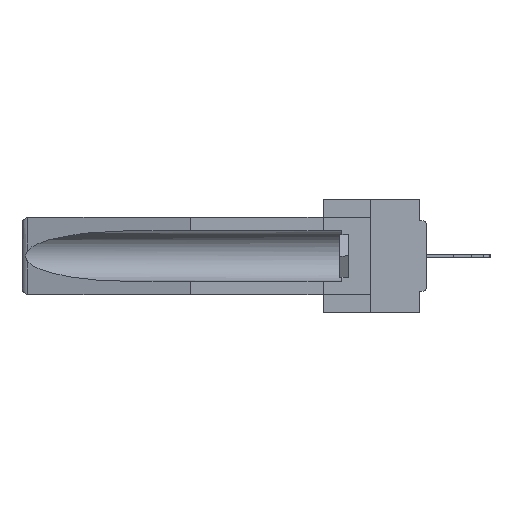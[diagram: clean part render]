
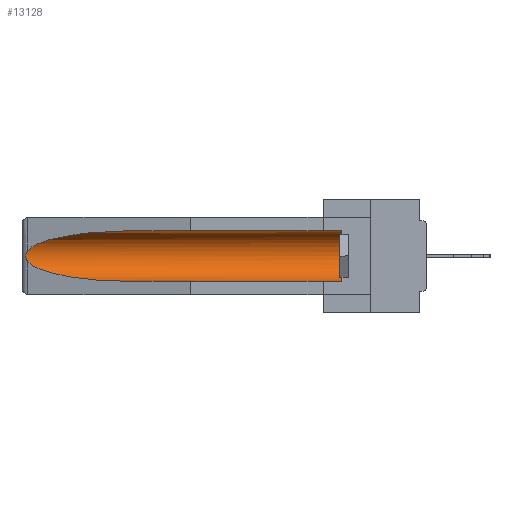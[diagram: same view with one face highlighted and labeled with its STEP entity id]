
A CAD part, left-side view. The second image highlights one B-rep face of the part: STEP entity #13128.
In plain terms, the highlighted cylindrical face has radius 2.857 mm (diameter 5.715 mm), a partial arc.
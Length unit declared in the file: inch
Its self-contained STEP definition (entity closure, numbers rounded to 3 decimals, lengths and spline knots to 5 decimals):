
#74 = CARTESIAN_POINT ( 'NONE',  ( 0.155, 1.07973, -0.284 ) ) ;
#999 = VERTEX_POINT ( 'NONE', #12196 ) ;
#1346 = CARTESIAN_POINT ( 'NONE',  ( 0.26537, 1.52718, -0.14972 ) ) ;
#1595 = CARTESIAN_POINT ( 'NONE',  ( 0.155, 1.07973, -0.284 ) ) ;
#1755 = EDGE_CURVE ( 'NONE', #28237, #36111, #19183, .T. ) ;
#1836 = ORIENTED_EDGE ( 'NONE', *, *, #33529, .T. ) ;
#2523 = VERTEX_POINT ( 'NONE', #1595 ) ;
#2626 = AXIS2_PLACEMENT_3D ( 'NONE', #35431, #15305, #35599 ) ;
#2656 = CARTESIAN_POINT ( 'NONE',  ( 0.2675, 1.53308, -0.16763 ) ) ;
#3159 = FACE_OUTER_BOUND ( 'NONE', #7626, .T. ) ;
#3335 = CARTESIAN_POINT ( 'NONE',  ( 0.155, -0.30754, -0.1715 ) ) ;
#3752 = VERTEX_POINT ( 'NONE', #12971 ) ;
#5590 = ORIENTED_EDGE ( 'NONE', *, *, #11299, .T. ) ;
#5925 = CARTESIAN_POINT ( 'NONE',  ( 0.25451, 1.48313, -0.24835 ) ) ;
#6354 = VERTEX_POINT ( 'NONE', #20550 ) ;
#7596 = CARTESIAN_POINT ( 'NONE',  ( 0.26597, 1.52961, -0.15275 ) ) ;
#7626 = EDGE_LOOP ( 'NONE', ( #13298, #5590, #32157, #12344, #32049, #1836 ) ) ;
#7781 = CARTESIAN_POINT ( 'NONE',  ( 0.2673, 1.5327, -0.16383 ) ) ;
#7968 = CARTESIAN_POINT ( 'NONE',  ( 0.2675, 1.53308, -0.17534 ) ) ;
#8103 = DIRECTION ( 'NONE',  ( 0., 1., 0. ) ) ;
#8276 = CARTESIAN_POINT ( 'NONE',  ( 0.155, -0.30754, -0.284 ) ) ;
#8500 = DIRECTION ( 'NONE',  ( 0., 1., 0. ) ) ;
#8913 = AXIS2_PLACEMENT_3D ( 'NONE', #3335, #17049, #34248 ) ;
#10003 = B_SPLINE_CURVE_WITH_KNOTS ( 'NONE', 3,
 ( #10527, #7596, #35947, #7781, #2656, #7968, #19133, #21535, #30264, #18946 ),
 .UNSPECIFIED., .F., .F.,
 ( 4, 2, 2, 2, 4 ),
 ( 0., 0.00029, 0.00058, 0.00087, 0.00117 ),
 .UNSPECIFIED. ) ;
#10452 = VECTOR ( 'NONE', #8500, 39.37008 ) ;
#10527 = CARTESIAN_POINT ( 'NONE',  ( 0.26537, 1.52718, -0.14972 ) ) ;
#11299 = EDGE_CURVE ( 'NONE', #36111, #999, #10003, .T. ) ;
#11498 = EDGE_CURVE ( 'NONE', #999, #2523, #25272, .T. ) ;
#12196 = CARTESIAN_POINT ( 'NONE',  ( 0.26537, 1.52718, -0.19328 ) ) ;
#12344 = ORIENTED_EDGE ( 'NONE', *, *, #24819, .F. ) ;
#12971 = CARTESIAN_POINT ( 'NONE',  ( 0.155, 0.126, -0.284 ) ) ;
#13128 = ADVANCED_FACE ( 'NONE', ( #3159 ), #25499, .F. ) ;
#13298 = ORIENTED_EDGE ( 'NONE', *, *, #1755, .T. ) ;
#15305 = DIRECTION ( 'NONE',  ( 0., -1., 0. ) ) ;
#16463 = EDGE_CURVE ( 'NONE', #3752, #6354, #31859, .T. ) ;
#17049 = DIRECTION ( 'NONE',  ( 0., 1., 0. ) ) ;
#18116 = CARTESIAN_POINT ( 'NONE',  ( 0.26537, 1.52718, -0.14972 ) ) ;
#18946 = CARTESIAN_POINT ( 'NONE',  ( 0.26537, 1.52718, -0.19328 ) ) ;
#19133 = CARTESIAN_POINT ( 'NONE',  ( 0.2673, 1.53269, -0.17917 ) ) ;
#19183 =( BOUNDED_CURVE ( )  B_SPLINE_CURVE ( 3, ( #34397, #34575, #26009, #18116 ),
 .UNSPECIFIED., .F., .F. ) 
 B_SPLINE_CURVE_WITH_KNOTS ( ( 4, 4 ),
 ( 4.71239, 6.08839 ),
 .UNSPECIFIED. ) 
 CURVE ( )  GEOMETRIC_REPRESENTATION_ITEM ( )  RATIONAL_B_SPLINE_CURVE ( ( 1., 0.848, 0.848, 1. ) ) 
 REPRESENTATION_ITEM ( '' )  );
#20550 = CARTESIAN_POINT ( 'NONE',  ( 0.155, 0.126, -0.059 ) ) ;
#21535 = CARTESIAN_POINT ( 'NONE',  ( 0.26655, 1.53094, -0.18657 ) ) ;
#22418 = CARTESIAN_POINT ( 'NONE',  ( 0.155, -0.30754, -0.059 ) ) ;
#24819 = EDGE_CURVE ( 'NONE', #3752, #2523, #32976, .T. ) ;
#25148 = LINE ( 'NONE', #22418, #10452 ) ;
#25272 =( BOUNDED_CURVE ( )  B_SPLINE_CURVE ( 3, ( #25705, #5925, #31356, #74 ),
 .UNSPECIFIED., .F., .F. ) 
 B_SPLINE_CURVE_WITH_KNOTS ( ( 4, 4 ),
 ( 0.1948, 1.5708 ),
 .UNSPECIFIED. ) 
 CURVE ( )  GEOMETRIC_REPRESENTATION_ITEM ( )  RATIONAL_B_SPLINE_CURVE ( ( 1., 0.848, 0.848, 1. ) ) 
 REPRESENTATION_ITEM ( '' )  );
#25499 = CYLINDRICAL_SURFACE ( 'NONE', #8913, 0.1125 ) ;
#25705 = CARTESIAN_POINT ( 'NONE',  ( 0.26537, 1.52718, -0.19328 ) ) ;
#26009 = CARTESIAN_POINT ( 'NONE',  ( 0.25451, 1.48313, -0.09465 ) ) ;
#27238 = CARTESIAN_POINT ( 'NONE',  ( 0.155, 1.07973, -0.059 ) ) ;
#28237 = VERTEX_POINT ( 'NONE', #27238 ) ;
#30264 = CARTESIAN_POINT ( 'NONE',  ( 0.26597, 1.5296, -0.19026 ) ) ;
#31356 = CARTESIAN_POINT ( 'NONE',  ( 0.21114, 1.30732, -0.284 ) ) ;
#31859 = CIRCLE ( 'NONE', #2626, 0.1125 ) ;
#32049 = ORIENTED_EDGE ( 'NONE', *, *, #16463, .T. ) ;
#32157 = ORIENTED_EDGE ( 'NONE', *, *, #11498, .T. ) ;
#32976 = LINE ( 'NONE', #8276, #33513 ) ;
#33513 = VECTOR ( 'NONE', #8103, 39.37008 ) ;
#33529 = EDGE_CURVE ( 'NONE', #6354, #28237, #25148, .T. ) ;
#34248 = DIRECTION ( 'NONE',  ( 0., 0., 1. ) ) ;
#34397 = CARTESIAN_POINT ( 'NONE',  ( 0.155, 1.07973, -0.059 ) ) ;
#34575 = CARTESIAN_POINT ( 'NONE',  ( 0.21114, 1.30732, -0.059 ) ) ;
#35431 = CARTESIAN_POINT ( 'NONE',  ( 0.155, 0.126, -0.1715 ) ) ;
#35599 = DIRECTION ( 'NONE',  ( 0., 0., 1. ) ) ;
#35947 = CARTESIAN_POINT ( 'NONE',  ( 0.26654, 1.53092, -0.15636 ) ) ;
#36111 = VERTEX_POINT ( 'NONE', #1346 ) ;
